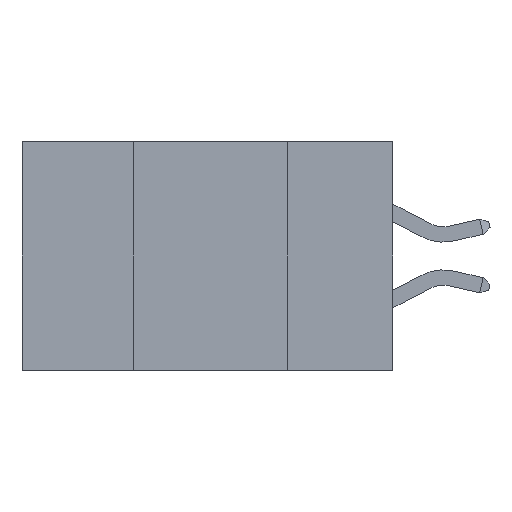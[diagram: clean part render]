
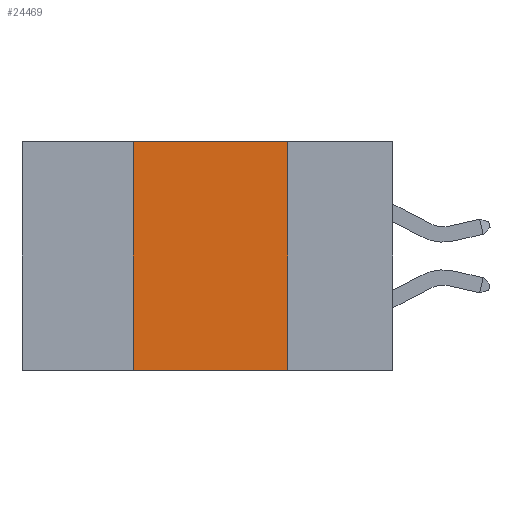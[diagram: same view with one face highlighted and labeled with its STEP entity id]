
A CAD part, left-side view. The second image highlights one B-rep face of the part: STEP entity #24469.
In plain terms, the highlighted planar face has unit normal (-1, 0, 0).
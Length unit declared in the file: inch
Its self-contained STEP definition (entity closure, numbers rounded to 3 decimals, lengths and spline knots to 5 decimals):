
#473 = LINE ( 'NONE', #20756, #19981 ) ;
#689 = DIRECTION ( 'NONE',  ( 0., -1., 0. ) ) ;
#1309 = ORIENTED_EDGE ( 'NONE', *, *, #18139, .F. ) ;
#2065 = VERTEX_POINT ( 'NONE', #10666 ) ;
#2996 = CARTESIAN_POINT ( 'NONE',  ( 0., 0.6, -0.37 ) ) ;
#3913 = CARTESIAN_POINT ( 'NONE',  ( 0., 0.42, 0. ) ) ;
#4724 = VERTEX_POINT ( 'NONE', #5810 ) ;
#5424 = VERTEX_POINT ( 'NONE', #23485 ) ;
#5810 = CARTESIAN_POINT ( 'NONE',  ( 0., 0.17, -0.37 ) ) ;
#5818 = VECTOR ( 'NONE', #27212, 39.37008 ) ;
#6094 = VECTOR ( 'NONE', #8865, 39.37008 ) ;
#7199 = ORIENTED_EDGE ( 'NONE', *, *, #15092, .F. ) ;
#8652 = LINE ( 'NONE', #22501, #5818 ) ;
#8865 = DIRECTION ( 'NONE',  ( 0., 0., 1. ) ) ;
#10666 = CARTESIAN_POINT ( 'NONE',  ( 0., 0.17, 0. ) ) ;
#11025 = VECTOR ( 'NONE', #689, 39.37008 ) ;
#11630 = CARTESIAN_POINT ( 'NONE',  ( 0., 0.6, 0. ) ) ;
#11727 = DIRECTION ( 'NONE',  ( 0., 0., -1. ) ) ;
#13873 = LINE ( 'NONE', #3913, #6094 ) ;
#15092 = EDGE_CURVE ( 'NONE', #2065, #4724, #8652, .T. ) ;
#15442 = ORIENTED_EDGE ( 'NONE', *, *, #16270, .T. ) ;
#16270 = EDGE_CURVE ( 'NONE', #5424, #4724, #27305, .T. ) ;
#18139 = EDGE_CURVE ( 'NONE', #20082, #2065, #473, .T. ) ;
#19981 = VECTOR ( 'NONE', #22520, 39.37008 ) ;
#20082 = VERTEX_POINT ( 'NONE', #23567 ) ;
#20748 = PLANE ( 'NONE',  #24070 ) ;
#20756 = CARTESIAN_POINT ( 'NONE',  ( 0., 0.6, 0. ) ) ;
#22062 = ORIENTED_EDGE ( 'NONE', *, *, #23007, .F. ) ;
#22501 = CARTESIAN_POINT ( 'NONE',  ( 0., 0.17, 0. ) ) ;
#22520 = DIRECTION ( 'NONE',  ( 0., -1., 0. ) ) ;
#23007 = EDGE_CURVE ( 'NONE', #5424, #20082, #13873, .T. ) ;
#23485 = CARTESIAN_POINT ( 'NONE',  ( 0., 0.42, -0.37 ) ) ;
#23567 = CARTESIAN_POINT ( 'NONE',  ( 0., 0.42, 0. ) ) ;
#24070 = AXIS2_PLACEMENT_3D ( 'NONE', #11630, #25258, #11727 ) ;
#24357 = FACE_OUTER_BOUND ( 'NONE', #25820, .T. ) ;
#24469 = ADVANCED_FACE ( 'NONE', ( #24357 ), #20748, .F. ) ;
#25258 = DIRECTION ( 'NONE',  ( 1., 0., 0. ) ) ;
#25820 = EDGE_LOOP ( 'NONE', ( #7199, #1309, #22062, #15442 ) ) ;
#27212 = DIRECTION ( 'NONE',  ( 0., 0., -1. ) ) ;
#27305 = LINE ( 'NONE', #2996, #11025 ) ;
